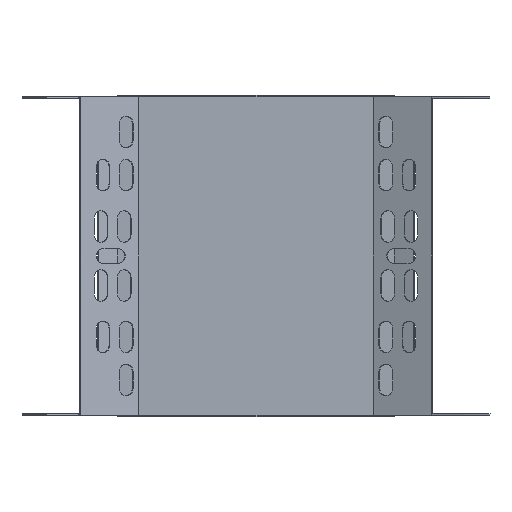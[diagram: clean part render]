
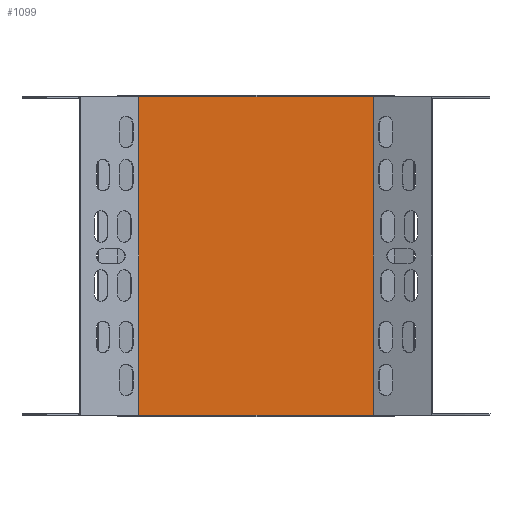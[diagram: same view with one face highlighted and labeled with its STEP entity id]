
A CAD part, front view. The second image highlights one B-rep face of the part: STEP entity #1099.
In plain terms, the highlighted planar face has unit normal (0, -1, 0).
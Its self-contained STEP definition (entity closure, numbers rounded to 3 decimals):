
#75 = CARTESIAN_POINT ( 'NONE',  ( -55.75, -51., 75.8 ) ) ;
#238 = VERTEX_POINT ( 'NONE', #308 ) ;
#308 = CARTESIAN_POINT ( 'NONE',  ( -55.75, -51., -75.8 ) ) ;
#544 = CARTESIAN_POINT ( 'NONE',  ( 55.75, -51., 75.8 ) ) ;
#819 = VECTOR ( 'NONE', #1231, 1000. ) ;
#900 = LINE ( 'NONE', #1284, #819 ) ;
#1099 = ADVANCED_FACE ( 'NONE', ( #5177 ), #3355, .T. ) ;
#1108 = ORIENTED_EDGE ( 'NONE', *, *, #4455, .F. ) ;
#1117 = ORIENTED_EDGE ( 'NONE', *, *, #3298, .T. ) ;
#1134 = ORIENTED_EDGE ( 'NONE', *, *, #1807, .T. ) ;
#1140 = ORIENTED_EDGE ( 'NONE', *, *, #5595, .T. ) ;
#1231 = DIRECTION ( 'NONE',  ( -1., 0., 0. ) ) ;
#1284 = CARTESIAN_POINT ( 'NONE',  ( 56.881, -51., 75.8 ) ) ;
#1746 = LINE ( 'NONE', #3711, #1753 ) ;
#1753 = VECTOR ( 'NONE', #3697, 1000. ) ;
#1807 = EDGE_CURVE ( 'NONE', #4392, #5960, #4689, .T. ) ;
#2616 = VERTEX_POINT ( 'NONE', #75 ) ;
#2619 = DIRECTION ( 'NONE',  ( 0., 0., 1. ) ) ;
#2643 = CARTESIAN_POINT ( 'NONE',  ( 55.75, -51., -74. ) ) ;
#2966 = CARTESIAN_POINT ( 'NONE',  ( -56.881, -51., -75.8 ) ) ;
#2994 = VECTOR ( 'NONE', #3005, 1000. ) ;
#3005 = DIRECTION ( 'NONE',  ( 1., 0., 0. ) ) ;
#3009 = LINE ( 'NONE', #2966, #2994 ) ;
#3298 = EDGE_CURVE ( 'NONE', #238, #4392, #3009, .T. ) ;
#3327 = DIRECTION ( 'NONE',  ( -1., 0., 0. ) ) ;
#3329 = DIRECTION ( 'NONE',  ( 0., -1., 0. ) ) ;
#3353 = CARTESIAN_POINT ( 'NONE',  ( -55.75, -51., -74. ) ) ;
#3355 = PLANE ( 'NONE',  #6078 ) ;
#3697 = DIRECTION ( 'NONE',  ( 0., 0., 1. ) ) ;
#3711 = CARTESIAN_POINT ( 'NONE',  ( -55.75, -51., -74. ) ) ;
#3893 = CARTESIAN_POINT ( 'NONE',  ( 55.75, -51., -75.8 ) ) ;
#4392 = VERTEX_POINT ( 'NONE', #3893 ) ;
#4455 = EDGE_CURVE ( 'NONE', #238, #2616, #1746, .T. ) ;
#4685 = VECTOR ( 'NONE', #2619, 1000. ) ;
#4689 = LINE ( 'NONE', #2643, #4685 ) ;
#5177 = FACE_OUTER_BOUND ( 'NONE', #5986, .T. ) ;
#5595 = EDGE_CURVE ( 'NONE', #5960, #2616, #900, .T. ) ;
#5960 = VERTEX_POINT ( 'NONE', #544 ) ;
#5986 = EDGE_LOOP ( 'NONE', ( #1108, #1117, #1134, #1140 ) ) ;
#6078 = AXIS2_PLACEMENT_3D ( 'NONE', #3353, #3329, #3327 ) ;
